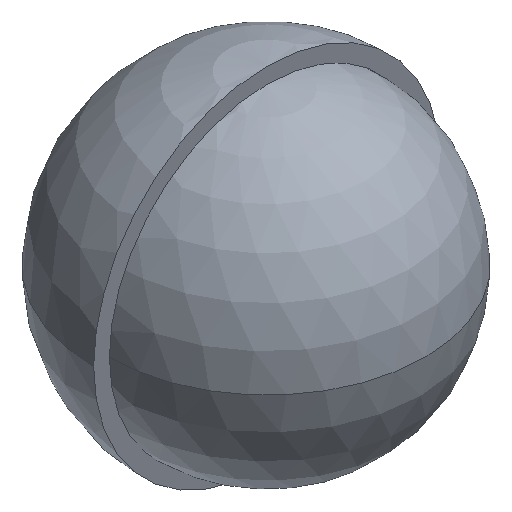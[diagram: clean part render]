
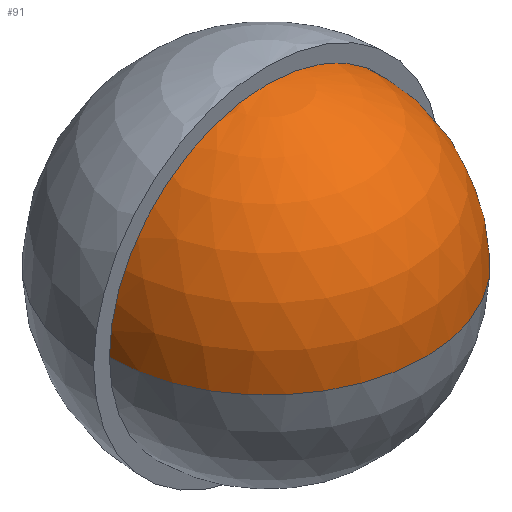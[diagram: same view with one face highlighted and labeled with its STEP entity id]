
A CAD part, isometric view. The second image highlights one B-rep face of the part: STEP entity #91.
In plain terms, the highlighted spherical face has radius 5 mm.
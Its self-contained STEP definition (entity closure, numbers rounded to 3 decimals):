
#5 = ORIENTED_EDGE ( 'NONE', *, *, #129, .F. ) ;
#49 = DIRECTION ( 'NONE',  ( 0., 0., -1. ) ) ;
#55 = SPHERICAL_SURFACE ( 'NONE', #121, 5. ) ;
#62 = DIRECTION ( 'NONE',  ( -1., 0., 0. ) ) ;
#80 = EDGE_LOOP ( 'NONE', ( #5, #258 ) ) ;
#89 = VERTEX_POINT ( 'NONE', #183 ) ;
#91 = ADVANCED_FACE ( 'NONE', ( #294 ), #55, .T. ) ;
#102 = DIRECTION ( 'NONE',  ( 0., 0., -1. ) ) ;
#105 = CARTESIAN_POINT ( 'NONE',  ( 0., 0., 0. ) ) ;
#121 = AXIS2_PLACEMENT_3D ( 'NONE', #105, #102, #237 ) ;
#127 = DIRECTION ( 'NONE',  ( 1., 0., 0. ) ) ;
#129 = EDGE_CURVE ( 'NONE', #89, #228, #263, .T. ) ;
#179 = EDGE_CURVE ( 'NONE', #89, #228, #236, .T. ) ;
#183 = CARTESIAN_POINT ( 'NONE',  ( 0., 5., 0. ) ) ;
#191 = DIRECTION ( 'NONE',  ( 0., 0., 1. ) ) ;
#207 = CARTESIAN_POINT ( 'NONE',  ( 0., 0., 0. ) ) ;
#218 = AXIS2_PLACEMENT_3D ( 'NONE', #244, #191, #127 ) ;
#228 = VERTEX_POINT ( 'NONE', #265 ) ;
#236 = CIRCLE ( 'NONE', #218, 5. ) ;
#237 = DIRECTION ( 'NONE',  ( -1., 0., 0. ) ) ;
#238 = AXIS2_PLACEMENT_3D ( 'NONE', #207, #49, #62 ) ;
#244 = CARTESIAN_POINT ( 'NONE',  ( 0., 0., 0. ) ) ;
#258 = ORIENTED_EDGE ( 'NONE', *, *, #179, .T. ) ;
#263 = CIRCLE ( 'NONE', #238, 5. ) ;
#265 = CARTESIAN_POINT ( 'NONE',  ( 0., -5., 0. ) ) ;
#294 = FACE_OUTER_BOUND ( 'NONE', #80, .T. ) ;
